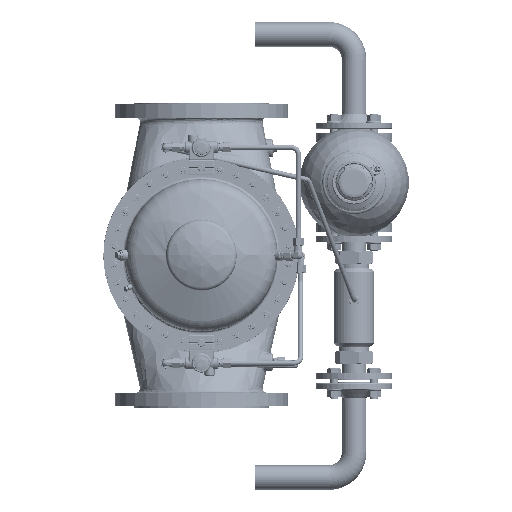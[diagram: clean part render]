
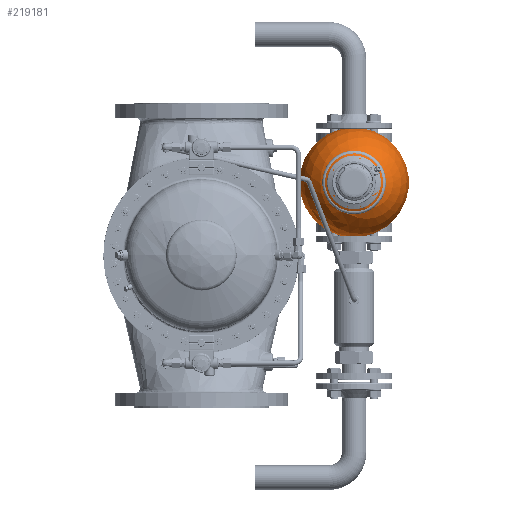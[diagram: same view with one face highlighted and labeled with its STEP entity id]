
A CAD part, front view. The second image highlights one B-rep face of the part: STEP entity #219181.
In plain terms, the highlighted spherical face has radius 108 mm.
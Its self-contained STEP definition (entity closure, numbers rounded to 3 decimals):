
#188325=CARTESIAN_POINT('',(20.041,-31.994,
-4.794));
#188326=CARTESIAN_POINT('',(20.046,-31.982,
-4.763));
#188327=CARTESIAN_POINT('',(20.057,-31.956,
-4.701));
#188328=CARTESIAN_POINT('',(20.075,-31.911,
-4.607));
#188329=CARTESIAN_POINT('',(20.093,-31.867,
-4.513));
#188330=CARTESIAN_POINT('',(20.109,-31.828,
-4.422));
#188331=CARTESIAN_POINT('',(20.122,-31.797,
-4.338));
#188332=CARTESIAN_POINT('',(20.132,-31.774,
-4.263));
#188333=CARTESIAN_POINT('',(20.139,-31.76,
-4.194));
#188334=CARTESIAN_POINT('',(20.144,-31.753,
-4.128));
#188335=CARTESIAN_POINT('',(20.147,-31.753,
-4.064));
#188336=CARTESIAN_POINT('',(20.147,-31.76,
-3.999));
#188337=CARTESIAN_POINT('',(20.145,-31.774,
-3.93));
#188338=CARTESIAN_POINT('',(20.142,-31.795,
-3.857));
#188339=CARTESIAN_POINT('',(20.136,-31.824,
-3.779));
#188340=CARTESIAN_POINT('',(20.127,-31.862,
-3.694));
#188341=CARTESIAN_POINT('',(20.116,-31.909,
-3.604));
#188342=CARTESIAN_POINT('',(20.102,-31.965,
-3.508));
#188343=CARTESIAN_POINT('',(20.085,-32.031,
-3.408));
#188344=CARTESIAN_POINT('',(20.064,-32.106,
-3.303));
#188345=CARTESIAN_POINT('',(20.049,-32.164,
-3.228));
#188346=CARTESIAN_POINT('',(20.041,-32.194,
-3.189));
#188348=CARTESIAN_POINT('',(20.041,0.,0.));
#188349=DIRECTION('',(1.,0.,0.));
#188350=DIRECTION('',(0.,-0.995,-0.099));
#188351=AXIS2_PLACEMENT_3D('',#188348,#188349,#188350);
#194786=CARTESIAN_POINT('',(20.041,-31.994,
-4.794));
#194788=VERTEX_POINT('',#194786);
#194790=CARTESIAN_POINT('',(20.041,-32.193,
-3.189));
#194791=VERTEX_POINT('',#194790);
#219172=CARTESIAN_POINT('',(-83.,0.,0.));
#219173=DIRECTION('',(0.954,-0.3,0.));
#219174=DIRECTION('',(-0.3,-0.954,0.));
#219175=AXIS2_PLACEMENT_3D('',#219172,#219173,#219174);
#219176=SPHERICAL_SURFACE('',#219175,108.);
#219177=ORIENTED_EDGE('',*,*,#210506,.T.);
#219178=ORIENTED_EDGE('',*,*,#204848,.T.);
#219179=EDGE_LOOP('',(#219177,#219178));
#219180=FACE_OUTER_BOUND('',#219179,.F.);
#219181=ADVANCED_FACE('',(#219180),#219176,.T.);
#188347=B_SPLINE_CURVE_WITH_KNOTS('',3,(#188325,#188326,#188327,#188328,#188329,
#188330,#188331,#188332,#188333,#188334,#188335,#188336,#188337,#188338,#188339,
#188340,#188341,#188342,#188343,#188344,#188345,#188346),.UNSPECIFIED.,.F.,.F.,(
4,1,1,1,1,1,1,1,1,1,1,1,1,1,1,1,1,1,1,4),(0.,0.053,
0.105,0.158,0.211,0.263,
0.316,0.368,0.421,0.474,
0.526,0.579,0.632,0.684,
0.737,0.789,0.842,0.895,
0.947,1.),.UNSPECIFIED.);
#188352=CIRCLE('',#188351,32.351);
#204848=EDGE_CURVE('',#194791,#194788,#188352,.T.);
#210506=EDGE_CURVE('',#194788,#194791,#188347,.T.);
